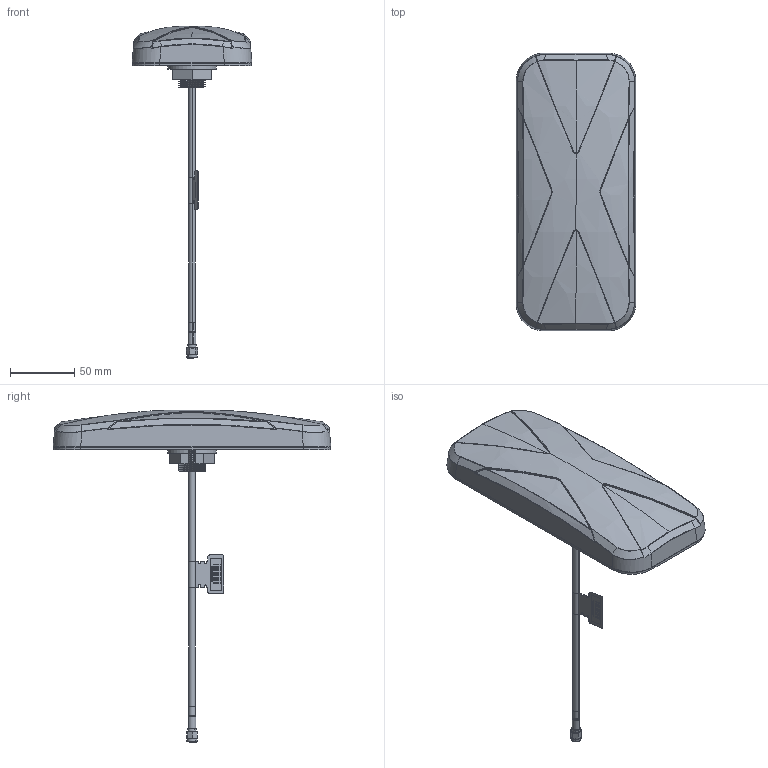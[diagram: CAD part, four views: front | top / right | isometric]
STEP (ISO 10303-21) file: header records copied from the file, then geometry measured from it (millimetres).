
FILE_DESCRIPTION (( 'STEP AP214' ), '1' );
FILE_NAME ('MA413.A.B.003_web.STEP', '2022-03-21T11:23:29', ( '' ), ( '' ), 'SwSTEP 2.0', 'SolidWorks 2018', '' );
FILE_SCHEMA (( 'AUTOMOTIVE_DESIGN' ));
Length unit declared in the file: millimetre
Products named in the file (1): MA413.A.B.003_web
Bounding box: 93.25 x 216.24 x 258.58 mm (x, y, z)
Surface area: 78955.1 mm2 (no closed solid volume)
Topology: 0 solids, 31 shells, 248 faces, 1109 edges, 872 vertices
Faces by surface type: bspline 92, plane 79, cylinder 57, torus 12, cone 8
Entity records: 30623 total; most frequent: CARTESIAN_POINT 20209, ORIENTED_EDGE 1518, DIRECTION 1234, EDGE_CURVE 1109, VERTEX_POINT 872, VECTOR 570, LINE 570, AXIS2_PLACEMENT_3D 332
